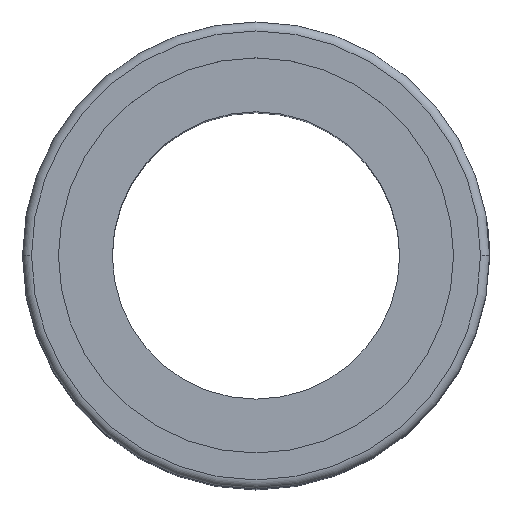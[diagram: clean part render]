
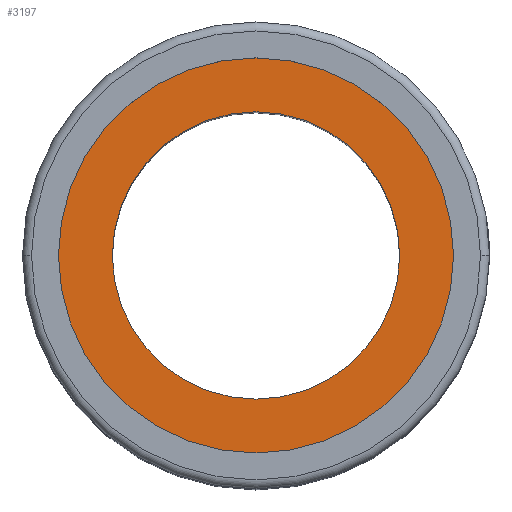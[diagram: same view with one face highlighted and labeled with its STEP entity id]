
A CAD part, top view. The second image highlights one B-rep face of the part: STEP entity #3197.
In plain terms, the highlighted planar face has unit normal (0, 0, 1).
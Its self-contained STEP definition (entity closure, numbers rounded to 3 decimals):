
#97 = ORIENTED_EDGE ( 'NONE', *, *, #10955, .T. ) ;
#313 = PLANE ( 'NONE',  #7932 ) ;
#545 = EDGE_LOOP ( 'NONE', ( #97, #14069 ) ) ;
#827 = EDGE_CURVE ( 'NONE', #2064, #7826, #4920, .T. ) ;
#1100 = CARTESIAN_POINT ( 'NONE',  ( 0., 0., 17.3 ) ) ;
#1347 = CARTESIAN_POINT ( 'NONE',  ( 0., 0., 17.3 ) ) ;
#1489 = ORIENTED_EDGE ( 'NONE', *, *, #6369, .F. ) ;
#1745 = VERTEX_POINT ( 'NONE', #10108 ) ;
#2064 = VERTEX_POINT ( 'NONE', #13810 ) ;
#2220 = DIRECTION ( 'NONE',  ( 0., 0., 1. ) ) ;
#3018 = CARTESIAN_POINT ( 'NONE',  ( 0., 0., 17.3 ) ) ;
#3197 = ADVANCED_FACE ( 'NONE', ( #9689, #14313 ), #313, .T. ) ;
#4035 = CIRCLE ( 'NONE', #5493, 8. ) ;
#4440 = VERTEX_POINT ( 'NONE', #6943 ) ;
#4920 = CIRCLE ( 'NONE', #8786, 11. ) ;
#5493 = AXIS2_PLACEMENT_3D ( 'NONE', #8894, #2220, #14944 ) ;
#5597 = EDGE_CURVE ( 'NONE', #4440, #1745, #4035, .T. ) ;
#5707 = CIRCLE ( 'NONE', #9566, 8. ) ;
#6369 = EDGE_CURVE ( 'NONE', #1745, #4440, #5707, .T. ) ;
#6697 = DIRECTION ( 'NONE',  ( 0., 0., 1. ) ) ;
#6943 = CARTESIAN_POINT ( 'NONE',  ( -8., 0., 17.3 ) ) ;
#7787 = CIRCLE ( 'NONE', #14588, 11. ) ;
#7826 = VERTEX_POINT ( 'NONE', #9627 ) ;
#7932 = AXIS2_PLACEMENT_3D ( 'NONE', #14245, #8249, #10608 ) ;
#8249 = DIRECTION ( 'NONE',  ( 0., 0., 1. ) ) ;
#8377 = DIRECTION ( 'NONE',  ( 1., 0., 0. ) ) ;
#8786 = AXIS2_PLACEMENT_3D ( 'NONE', #1100, #6697, #14880 ) ;
#8894 = CARTESIAN_POINT ( 'NONE',  ( 0., 0., 17.3 ) ) ;
#9140 = DIRECTION ( 'NONE',  ( 1., 0., 0. ) ) ;
#9239 = EDGE_LOOP ( 'NONE', ( #9850, #1489 ) ) ;
#9566 = AXIS2_PLACEMENT_3D ( 'NONE', #1347, #14217, #8377 ) ;
#9627 = CARTESIAN_POINT ( 'NONE',  ( 11., 0., 17.3 ) ) ;
#9689 = FACE_BOUND ( 'NONE', #9239, .T. ) ;
#9850 = ORIENTED_EDGE ( 'NONE', *, *, #5597, .F. ) ;
#10108 = CARTESIAN_POINT ( 'NONE',  ( 8., 0., 17.3 ) ) ;
#10608 = DIRECTION ( 'NONE',  ( 1., 0., 0. ) ) ;
#10955 = EDGE_CURVE ( 'NONE', #7826, #2064, #7787, .T. ) ;
#11262 = DIRECTION ( 'NONE',  ( 0., 0., 1. ) ) ;
#13810 = CARTESIAN_POINT ( 'NONE',  ( -11., 0., 17.3 ) ) ;
#14069 = ORIENTED_EDGE ( 'NONE', *, *, #827, .T. ) ;
#14217 = DIRECTION ( 'NONE',  ( 0., 0., 1. ) ) ;
#14245 = CARTESIAN_POINT ( 'NONE',  ( 0., 0., 17.3 ) ) ;
#14313 = FACE_OUTER_BOUND ( 'NONE', #545, .T. ) ;
#14588 = AXIS2_PLACEMENT_3D ( 'NONE', #3018, #11262, #9140 ) ;
#14880 = DIRECTION ( 'NONE',  ( 1., 0., 0. ) ) ;
#14944 = DIRECTION ( 'NONE',  ( 1., 0., 0. ) ) ;
